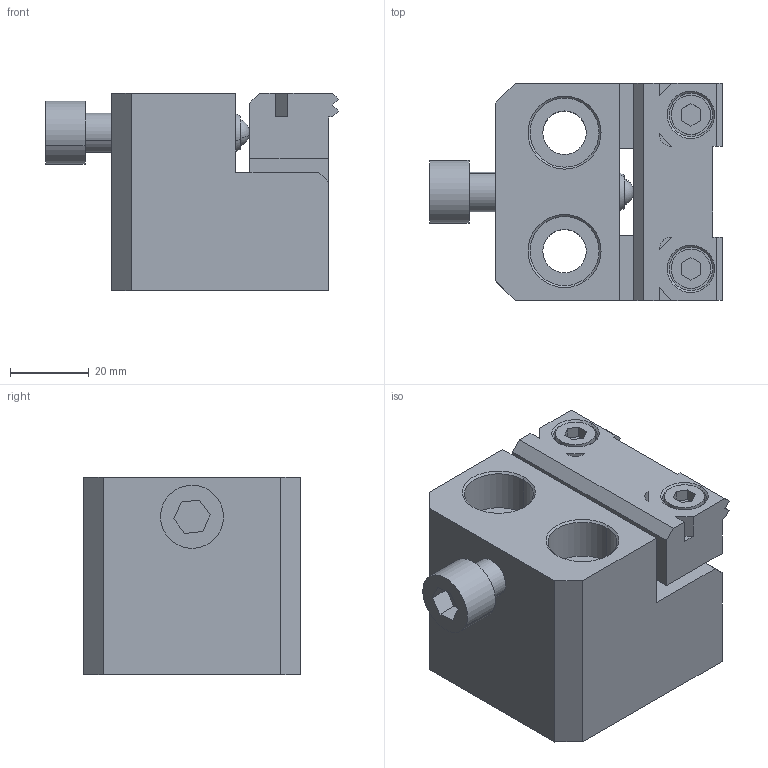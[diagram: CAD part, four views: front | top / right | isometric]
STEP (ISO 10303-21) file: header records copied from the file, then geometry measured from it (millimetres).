
FILE_DESCRIPTION (( 'STEP AP203' ), '1' );
FILE_NAME ('cp102-10050.STEP', '2021-10-25T23:49:30', ( '' ), ( '' ), 'SwSTEP 2.0', 'SolidWorks 2020', '' );
FILE_SCHEMA (( 'CONFIG_CONTROL_DESIGN' ));
Length unit declared in the file: millimetre
Products named in the file (3): cp102-10050_01; cp102-10050_02; cp102-10050
Assembly tree (2 placements, depth 2):
  cp102-10050
    cp102-10050_01
    cp102-10050_02
Bounding box: 74.2 x 55 x 50 mm (x, y, z)
Volume: 127056.2 mm3; surface area: 29802.3 mm2
Topology: 2 solids, 4 shells, 150 faces, 360 edges, 235 vertices
Faces by surface type: plane 90, cylinder 40, cone 18, sphere 2
Entity records: 4673 total; most frequent: DIRECTION 774, CARTESIAN_POINT 750, ORIENTED_EDGE 720, EDGE_CURVE 360, AXIS2_PLACEMENT_3D 259, LINE 256, VECTOR 256, VERTEX_POINT 235
